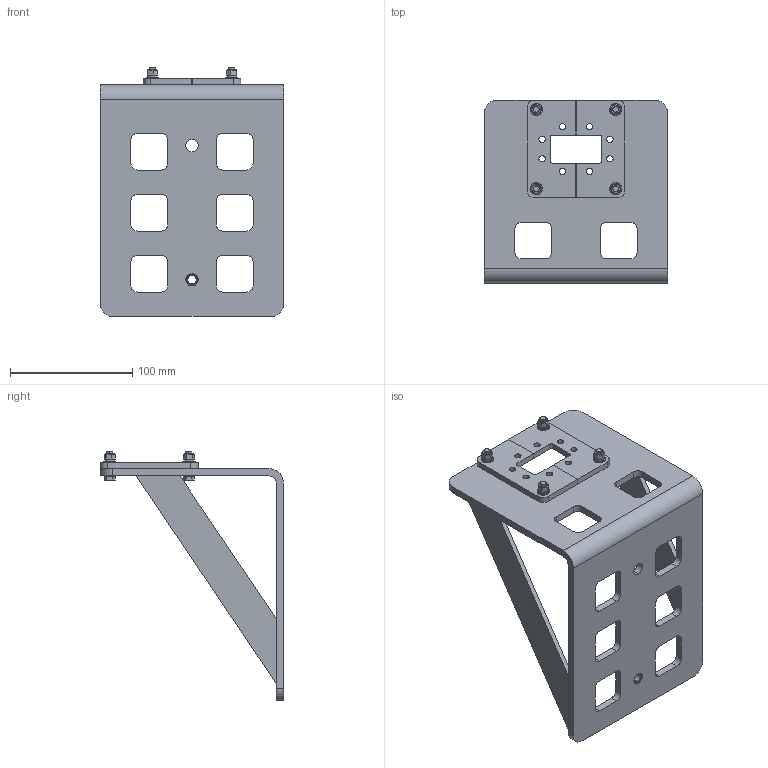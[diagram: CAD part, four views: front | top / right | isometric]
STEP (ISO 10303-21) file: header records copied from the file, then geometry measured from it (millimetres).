
FILE_DESCRIPTION (( 'STEP AP214' ), '1' );
FILE_NAME ('FMWAN137-LMT_3D.step', '2023-11-01T18:11:28', ( '' ), ( '' ), 'SwSTEP 2.0', 'SolidWorks 2022', '' );
FILE_SCHEMA (( 'AUTOMOTIVE_DESIGN' ));
Length unit declared in the file: inch
Products named in the file (8): Copy of HD-ZJL70D-R ÂÝÄ¸^FMWAN137-LMT; Copy of plain washers-n series-grade a gb_GB_FASTENER_WASHER_PWNA 5^FMWAN137-LMT; Copy of spring lock washers--normal type gb_GB_FASTENER_WASHER_SW 5^FMWAN137-LMT; Copy of HD-ZJL70D-R^FMWAN137-LMT; FMWAN137-LMT_3D; Copy of hex nuts, style 1-grades ab gb_GB_FASTENER_NUT_SNAB1 M5-N^FMWAN137-LMT; Copy of hexagon head bolts-full thread gb_GB_FASTENER_BOLT_STBAB A M5X20-N^FMWAN137-LMT; Copy of HD-ZJL70X 0-01 Á¬½Ó°å^FMWAN137-LMT
Assembly tree (19 placements, depth 2):
  FMWAN137-LMT_3D
    Copy of HD-ZJL70D-R^FMWAN137-LMT
    Copy of HD-ZJL70D-R ÂÝÄ¸^FMWAN137-LMT
    Copy of HD-ZJL70X 0-01 Á¬½Ó°å^FMWAN137-LMT
    Copy of hexagon head bolts-full thread gb_GB_FASTENER_BOLT_STBAB A M5X20-N^FMWAN137-LMT  x4
    Copy of plain washers-n series-grade a gb_GB_FASTENER_WASHER_PWNA 5^FMWAN137-LMT  x4
    Copy of spring lock washers--normal type gb_GB_FASTENER_WASHER_SW 5^FMWAN137-LMT  x4
    Copy of hex nuts, style 1-grades ab gb_GB_FASTENER_NUT_SNAB1 M5-N^FMWAN137-LMT  x4
Bounding box: 150 x 150 x 204 mm (x, y, z)
Volume: 299423.2 mm3; surface area: 131187.6 mm2
Topology: 21 solids, 21 shells, 419 faces, 1046 edges, 674 vertices
Faces by surface type: plane 192, cylinder 149, cone 78
Entity records: 8070 total; most frequent: CARTESIAN_POINT 1450, DIRECTION 1350, ORIENTED_EDGE 1252, EDGE_CURVE 626, AXIS2_PLACEMENT_3D 502, VERTEX_POINT 410, LINE 346, VECTOR 346
